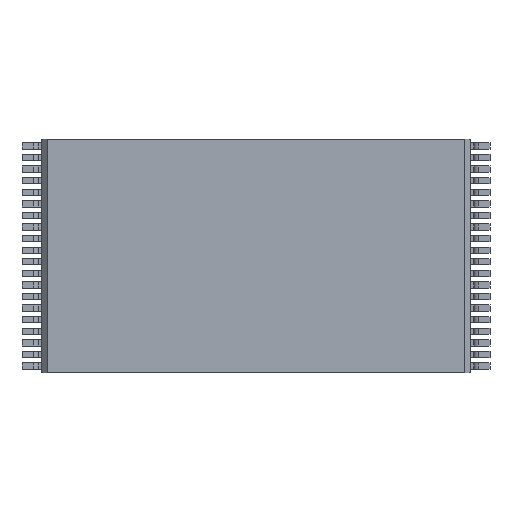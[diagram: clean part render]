
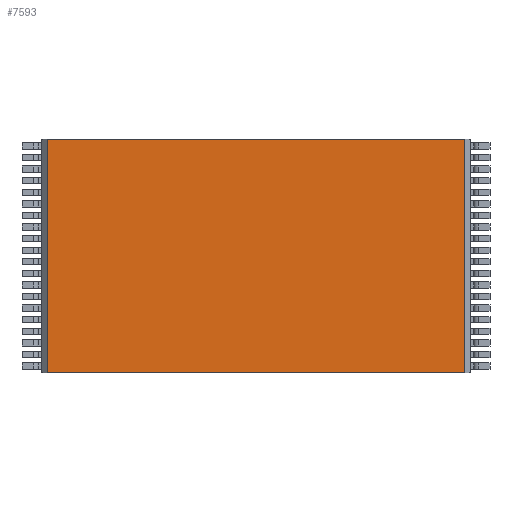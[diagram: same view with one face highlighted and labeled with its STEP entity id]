
A CAD part, front view. The second image highlights one B-rep face of the part: STEP entity #7593.
In plain terms, the highlighted planar face has unit normal (0, -1, 0).
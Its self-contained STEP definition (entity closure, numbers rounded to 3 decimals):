
#4160 = CARTESIAN_POINT ( 'NONE',  ( -9.25, 0., -5.05 ) ) ;
#4161 = DIRECTION ( 'NONE',  ( -1., 0., 0. ) ) ;
#4170 = CARTESIAN_POINT ( 'NONE',  ( -9.25, 0., 5.05 ) ) ;
#4171 = DIRECTION ( 'NONE',  ( 1., 0., 0. ) ) ;
#4178 = CARTESIAN_POINT ( 'NONE',  ( -9., 0., -5.05 ) ) ;
#4179 = DIRECTION ( 'NONE',  ( 0., 0., -1. ) ) ;
#4180 = CARTESIAN_POINT ( 'NONE',  ( 9., 0., 5.05 ) ) ;
#4181 = DIRECTION ( 'NONE',  ( 0., 0., 1. ) ) ;
#6224 = PLANE ( 'NONE',  #14423 ) ;
#6225 = CARTESIAN_POINT ( 'NONE',  ( 9.25, 0., -5.05 ) ) ;
#6226 = DIRECTION ( 'NONE',  ( 0., -1., 0. ) ) ;
#6227 = DIRECTION ( 'NONE',  ( 0., 0., -1. ) ) ;
#7349 = EDGE_CURVE ( 'NONE', #8693, #8701, #12930, .T. ) ;
#7354 = EDGE_CURVE ( 'NONE', #8665, #8673, #12935, .T. ) ;
#7358 = EDGE_CURVE ( 'NONE', #8665, #8701, #12939, .T. ) ;
#7359 = EDGE_CURVE ( 'NONE', #8693, #8673, #12940, .T. ) ;
#7593 = ADVANCED_FACE ( 'NONE', ( #13193 ), #6224, .T. ) ;
#8665 = VERTEX_POINT ( 'NONE', #18492 ) ;
#8673 = VERTEX_POINT ( 'NONE', #18500 ) ;
#8693 = VERTEX_POINT ( 'NONE', #18520 ) ;
#8701 = VERTEX_POINT ( 'NONE', #18528 ) ;
#9503 = EDGE_LOOP ( 'NONE', ( #19614, #19612, #19602, #19592 ) ) ;
#12930 = LINE ( 'NONE', #4160, #14129 ) ;
#12935 = LINE ( 'NONE', #4170, #14134 ) ;
#12939 = LINE ( 'NONE', #4178, #14138 ) ;
#12940 = LINE ( 'NONE', #4180, #14139 ) ;
#13193 = FACE_OUTER_BOUND ( 'NONE', #9503, .T. ) ;
#14129 = VECTOR ( 'NONE', #4161, 1000. ) ;
#14134 = VECTOR ( 'NONE', #4171, 1000. ) ;
#14138 = VECTOR ( 'NONE', #4179, 1000. ) ;
#14139 = VECTOR ( 'NONE', #4181, 1000. ) ;
#14423 = AXIS2_PLACEMENT_3D ( 'NONE', #6225, #6226, #6227 ) ;
#18492 = CARTESIAN_POINT ( 'NONE',  ( -9., 0., 5.05 ) ) ;
#18500 = CARTESIAN_POINT ( 'NONE',  ( 9., 0., 5.05 ) ) ;
#18520 = CARTESIAN_POINT ( 'NONE',  ( 9., 0., -5.05 ) ) ;
#18528 = CARTESIAN_POINT ( 'NONE',  ( -9., 0., -5.05 ) ) ;
#19592 = ORIENTED_EDGE ( 'NONE', *, *, #7359, .T. ) ;
#19602 = ORIENTED_EDGE ( 'NONE', *, *, #7349, .F. ) ;
#19612 = ORIENTED_EDGE ( 'NONE', *, *, #7358, .T. ) ;
#19614 = ORIENTED_EDGE ( 'NONE', *, *, #7354, .F. ) ;
